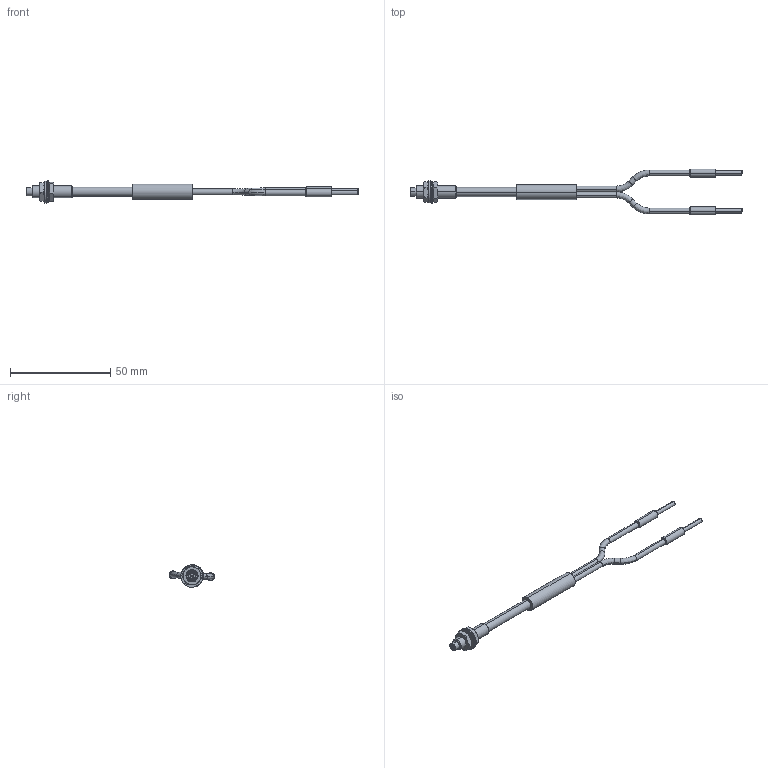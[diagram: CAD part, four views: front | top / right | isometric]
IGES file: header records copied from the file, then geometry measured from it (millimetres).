
Start section: SolidWorks IGES file using analytic representation for surfaces
Global section: file name: GPF-D015-250-2.0S.IGS; native system: SolidWorks 2018; preprocessor: SolidWorks 2018; author: LTW; date: 171118.063804; units: millimetre
Bounding box: 165.6 x 22.94 x 11.23 mm (x, y, z)
Surface area: 4017.1 mm2 (no closed solid volume)
Topology: 0 solids, 0 shells, 116 faces, 1912 edges, 1912 vertices
Faces by surface type: revolution 70, bspline 46
